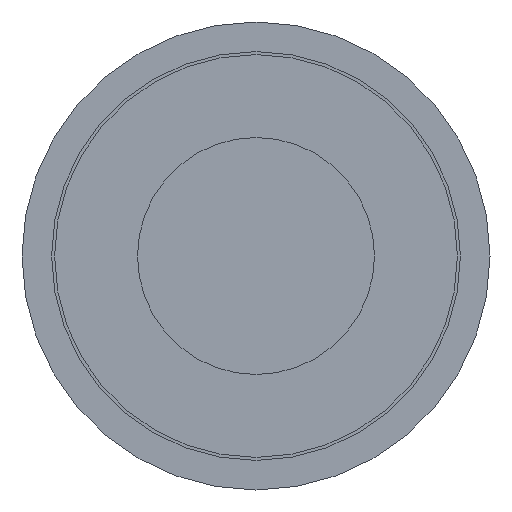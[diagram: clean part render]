
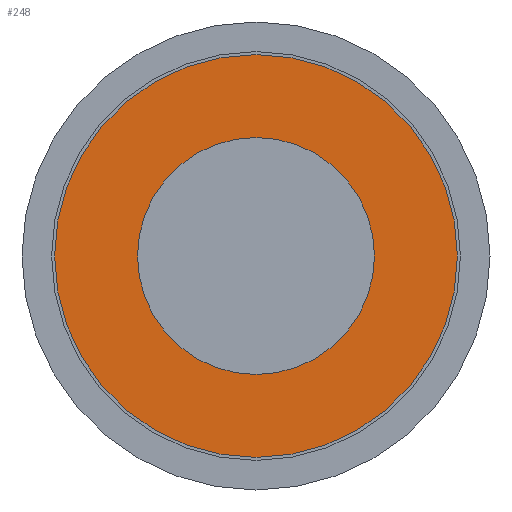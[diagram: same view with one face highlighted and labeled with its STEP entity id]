
A CAD part, front view. The second image highlights one B-rep face of the part: STEP entity #248.
In plain terms, the highlighted planar face has unit normal (0, -1, 0).
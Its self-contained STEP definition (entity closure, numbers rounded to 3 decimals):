
#58=FACE_BOUND('',#88,.T.);
#67=FACE_OUTER_BOUND('',#87,.T.);
#87=EDGE_LOOP('',(#192));
#88=EDGE_LOOP('',(#193));
#108=CIRCLE('',#295,34.);
#110=CIRCLE('',#298,20.);
#130=VERTEX_POINT('',#429);
#132=VERTEX_POINT('',#435);
#152=EDGE_CURVE('',#130,#130,#108,.T.);
#155=EDGE_CURVE('',#132,#132,#110,.T.);
#192=ORIENTED_EDGE('',*,*,#152,.T.);
#193=ORIENTED_EDGE('',*,*,#155,.F.);
#238=PLANE('',#297);
#248=ADVANCED_FACE('',(#67,#58),#238,.F.);
#295=AXIS2_PLACEMENT_3D('',#430,#347,#348);
#297=AXIS2_PLACEMENT_3D('',#434,#352,#353);
#298=AXIS2_PLACEMENT_3D('',#436,#354,#355);
#347=DIRECTION('center_axis',(0.,-1.,0.));
#348=DIRECTION('ref_axis',(0.,0.,-1.));
#352=DIRECTION('center_axis',(0.,1.,0.));
#353=DIRECTION('ref_axis',(0.,0.,1.));
#354=DIRECTION('center_axis',(0.,-1.,0.));
#355=DIRECTION('ref_axis',(0.,0.,-1.));
#429=CARTESIAN_POINT('',(0.,-2.,34.));
#430=CARTESIAN_POINT('Origin',(0.,-2.,0.));
#434=CARTESIAN_POINT('Origin',(34.,-2.,0.));
#435=CARTESIAN_POINT('',(0.,-2.,20.));
#436=CARTESIAN_POINT('Origin',(0.,-2.,0.));
